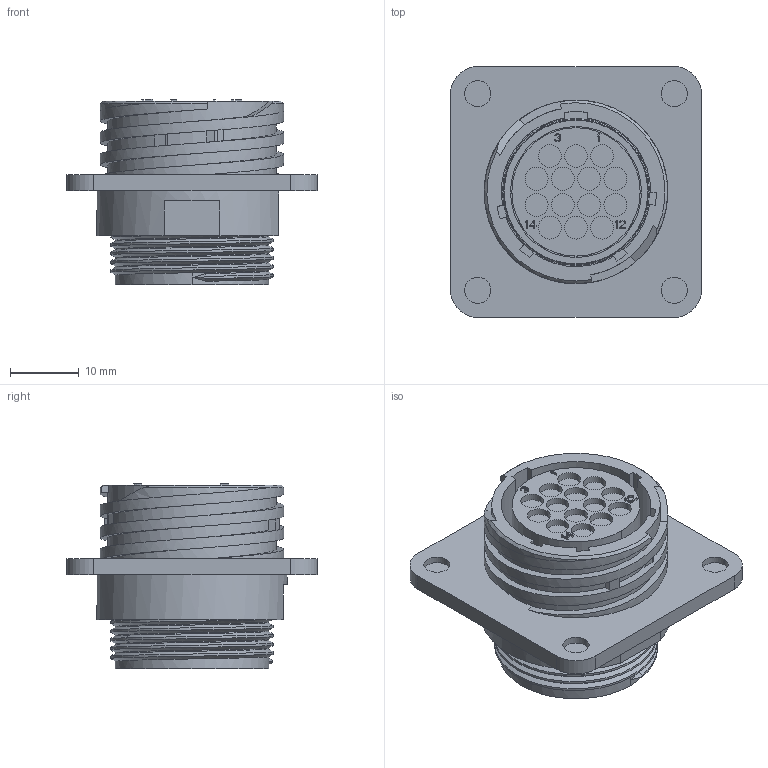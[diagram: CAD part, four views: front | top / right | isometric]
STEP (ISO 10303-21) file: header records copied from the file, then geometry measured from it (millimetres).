
FILE_DESCRIPTION((''),'2;1');
FILE_NAME('C-206043-1','2016-04-13T',('workeradm'),('Tyco Electronics Ltd.'),'CREO PARAMETRIC BY PTC INC, 2015200','CREO PARAMETRIC BY PTC INC, 2015200','');
FILE_SCHEMA(('AUTOMOTIVE_DESIGN { 1 0 10303 214 1 1 1 1 }'));
Length unit declared in the file: millimetre
Products named in the file (1): C-206043-1
Bounding box: 36.45 x 36.45 x 26.92 mm (x, y, z)
Volume: 13850.2 mm3; surface area: 7669.6 mm2
Topology: 1 solids, 1 shells, 341 faces, 852 edges, 564 vertices
Faces by surface type: plane 205, cylinder 113, bspline 18, torus 2, cone 2, extrusion 1
Entity records: 17617 total; most frequent: CARTESIAN_POINT 9427, ORIENTED_EDGE 1704, DIRECTION 1614, EDGE_CURVE 852, VERTEX_POINT 564, VECTOR 560, LINE 559, AXIS2_PLACEMENT_3D 527
